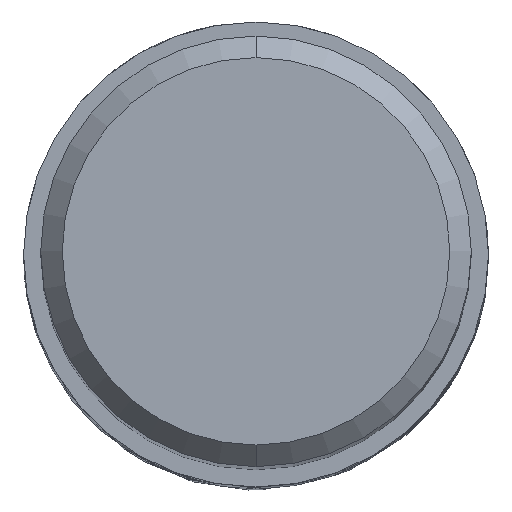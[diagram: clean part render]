
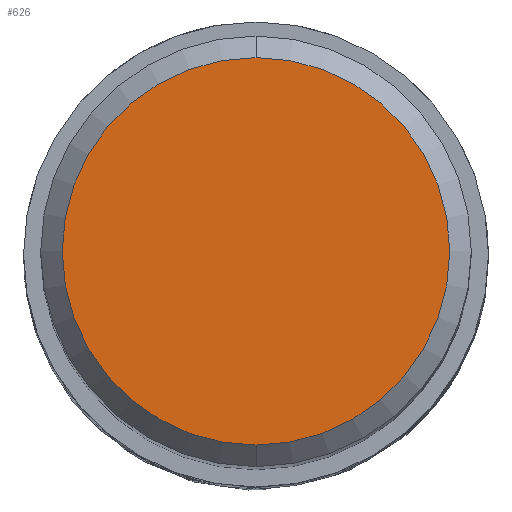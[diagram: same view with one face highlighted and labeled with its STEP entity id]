
A CAD part, top view. The second image highlights one B-rep face of the part: STEP entity #626.
In plain terms, the highlighted planar face has unit normal (0, 0, 1).
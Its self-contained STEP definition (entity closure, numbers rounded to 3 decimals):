
#398=EDGE_CURVE('',#428,#598,#942,.T.);
#428=VERTEX_POINT('',#974);
#598=VERTEX_POINT('',#1158);
#626=ADVANCED_FACE('',(#1189),#1190,.T.);
#654=EDGE_CURVE('',#598,#428,#1221,.T.);
#942=CIRCLE('',#2731,4.5);
#974=CARTESIAN_POINT('',(0.0,4.5,0.0));
#1158=CARTESIAN_POINT('',(0.,-4.5,0.0));
#1189=FACE_OUTER_BOUND('',#4080,.T.);
#1190=PLANE('',#4081);
#1221=CIRCLE('',#4654,4.5);
#2731=AXIS2_PLACEMENT_3D('',#5178,#5179,#5180);
#4080=EDGE_LOOP('',(#5417,#5418));
#4081=AXIS2_PLACEMENT_3D('',#5419,#5420,#5421);
#4654=AXIS2_PLACEMENT_3D('',#5447,#5448,#5449);
#5178=CARTESIAN_POINT('',(0.0,0.0,0.0));
#5179=DIRECTION('',(0.0,0.0,-1.0));
#5180=DIRECTION('',(0.0,1.0,0.0));
#5417=ORIENTED_EDGE('',*,*,#398,.F.);
#5418=ORIENTED_EDGE('',*,*,#654,.F.);
#5419=CARTESIAN_POINT('',(0.0,2.25,0.0));
#5420=DIRECTION('',(-0.0,0.0,1.0));
#5421=DIRECTION('',(0.0,-1.0,0.0));
#5447=CARTESIAN_POINT('',(0.0,0.0,0.0));
#5448=DIRECTION('',(0.0,0.0,-1.0));
#5449=DIRECTION('',(0.0,1.0,0.0));
